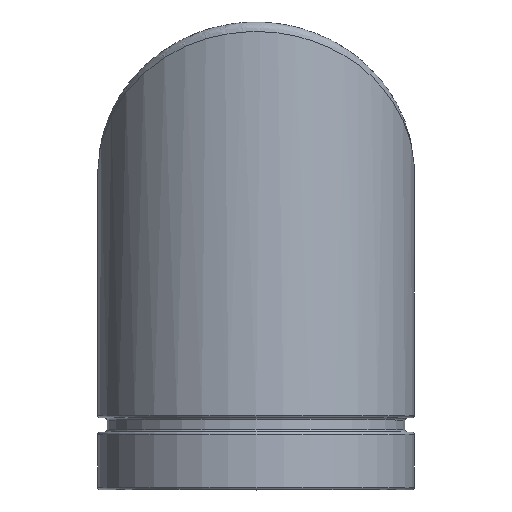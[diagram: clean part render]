
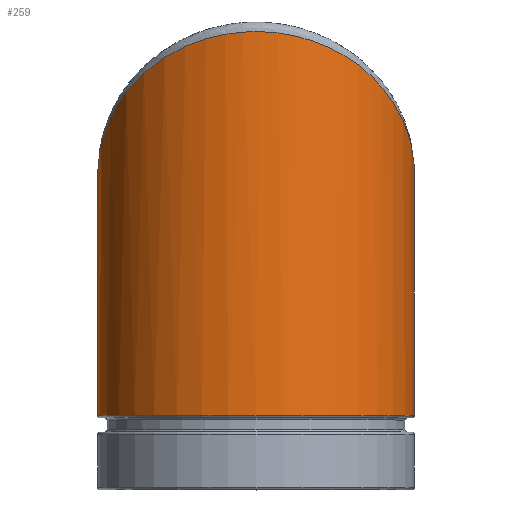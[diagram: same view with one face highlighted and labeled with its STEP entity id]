
A CAD part, top view. The second image highlights one B-rep face of the part: STEP entity #259.
In plain terms, the highlighted cylindrical face has radius 33 mm (diameter 66 mm), a full revolution.
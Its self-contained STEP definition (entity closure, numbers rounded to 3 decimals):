
#28=LINE('',#875,#32);
#32=VECTOR('',#356,33.);
#36=CYLINDRICAL_SURFACE('',#295,33.);
#43=FACE_OUTER_BOUND('',#59,.T.);
#59=EDGE_LOOP('',(#198,#199,#200,#201,#202,#203));
#77=ELLIPSE('',#293,44.219,33.);
#78=ELLIPSE('',#294,44.219,33.);
#83=CIRCLE('',#296,33.);
#84=CIRCLE('',#297,33.);
#117=VERTEX_POINT('',#866);
#118=VERTEX_POINT('',#868);
#119=VERTEX_POINT('',#872);
#120=VERTEX_POINT('',#873);
#147=EDGE_CURVE('',#117,#118,#77,.T.);
#148=EDGE_CURVE('',#118,#117,#78,.T.);
#149=EDGE_CURVE('',#119,#120,#83,.T.);
#150=EDGE_CURVE('',#119,#118,#28,.T.);
#151=EDGE_CURVE('',#120,#119,#84,.T.);
#198=ORIENTED_EDGE('',*,*,#149,.F.);
#199=ORIENTED_EDGE('',*,*,#150,.T.);
#200=ORIENTED_EDGE('',*,*,#147,.F.);
#201=ORIENTED_EDGE('',*,*,#148,.F.);
#202=ORIENTED_EDGE('',*,*,#150,.F.);
#203=ORIENTED_EDGE('',*,*,#151,.F.);
#259=ADVANCED_FACE('',(#43),#36,.T.);
#293=AXIS2_PLACEMENT_3D('',#869,#348,#349);
#294=AXIS2_PLACEMENT_3D('',#870,#350,#351);
#295=AXIS2_PLACEMENT_3D('',#871,#352,#353);
#296=AXIS2_PLACEMENT_3D('',#874,#354,#355);
#297=AXIS2_PLACEMENT_3D('',#876,#357,#358);
#348=DIRECTION('center_axis',(0.,0.746,-0.666));
#349=DIRECTION('ref_axis',(0.,0.666,0.746));
#350=DIRECTION('center_axis',(0.,0.746,-0.666));
#351=DIRECTION('ref_axis',(0.,0.666,0.746));
#352=DIRECTION('center_axis',(0.,-1.,0.));
#353=DIRECTION('ref_axis',(1.,0.,0.));
#354=DIRECTION('center_axis',(0.,-1.,0.));
#355=DIRECTION('ref_axis',(1.,0.,0.));
#356=DIRECTION('',(0.,1.,0.));
#357=DIRECTION('center_axis',(0.,-1.,0.));
#358=DIRECTION('ref_axis',(1.,0.,0.));
#866=CARTESIAN_POINT('',(0.,-43.524,62.));
#868=CARTESIAN_POINT('',(-33.,-14.09,95.));
#869=CARTESIAN_POINT('Origin',(0.,-14.09,95.));
#870=CARTESIAN_POINT('Origin',(0.,-14.09,95.));
#871=CARTESIAN_POINT('Origin',(0.,20.,95.));
#872=CARTESIAN_POINT('',(-33.,-64.5,95.));
#873=CARTESIAN_POINT('',(0.,-64.5,62.));
#874=CARTESIAN_POINT('Origin',(0.,-64.5,95.));
#875=CARTESIAN_POINT('',(-33.,20.,95.));
#876=CARTESIAN_POINT('Origin',(0.,-64.5,95.));
